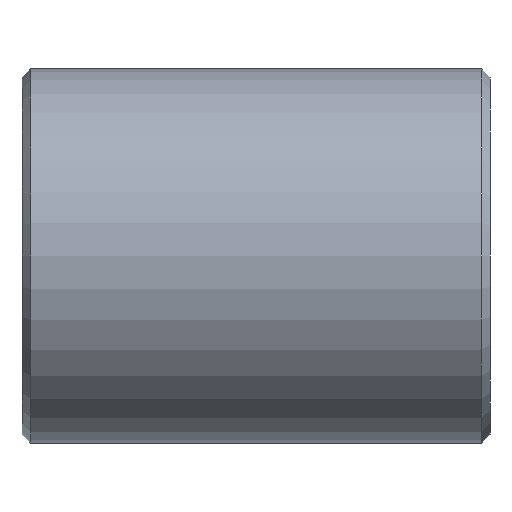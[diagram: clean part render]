
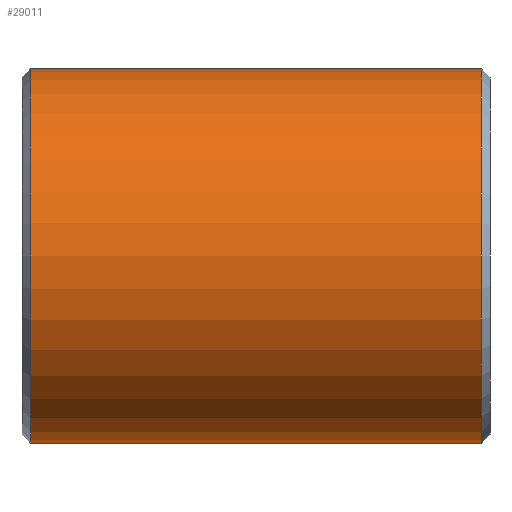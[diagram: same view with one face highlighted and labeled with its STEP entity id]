
A CAD part, front view. The second image highlights one B-rep face of the part: STEP entity #29011.
In plain terms, the highlighted cylindrical face has radius 6.25 mm (diameter 12.5 mm), a full revolution.
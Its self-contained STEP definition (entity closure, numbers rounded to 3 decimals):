
#237 = CONICAL_SURFACE('',#238,6.25,0.785);
#238 = AXIS2_PLACEMENT_3D('',#239,#240,#241);
#239 = CARTESIAN_POINT('',(0.3,0.,0.));
#240 = DIRECTION('',(1.,0.,0.));
#241 = DIRECTION('',(0.,0.,1.));
#10851 = VERTEX_POINT('',#10852);
#10852 = CARTESIAN_POINT('',(0.3,0.,6.25));
#10875 = EDGE_CURVE('',#10851,#10851,#10876,.T.);
#10876 = SURFACE_CURVE('',#10877,(#10882,#10889),.PCURVE_S1.);
#10877 = CIRCLE('',#10878,6.25);
#10878 = AXIS2_PLACEMENT_3D('',#10879,#10880,#10881);
#10879 = CARTESIAN_POINT('',(0.3,0.,0.));
#10880 = DIRECTION('',(1.,0.,0.));
#10881 = DIRECTION('',(0.,0.,1.));
#10882 = PCURVE('',#237,#10883);
#10883 = DEFINITIONAL_REPRESENTATION('',(#10884),#10888);
#10884 = LINE('',#10885,#10886);
#10885 = CARTESIAN_POINT('',(0.,0.));
#10886 = VECTOR('',#10887,1.);
#10887 = DIRECTION('',(1.,0.));
#10888 = ( GEOMETRIC_REPRESENTATION_CONTEXT(2) 
PARAMETRIC_REPRESENTATION_CONTEXT() REPRESENTATION_CONTEXT('2D SPACE',''
  ) );
#10889 = PCURVE('',#10890,#10895);
#10890 = CYLINDRICAL_SURFACE('',#10891,6.25);
#10891 = AXIS2_PLACEMENT_3D('',#10892,#10893,#10894);
#10892 = CARTESIAN_POINT('',(0.,0.,0.));
#10893 = DIRECTION('',(1.,0.,0.));
#10894 = DIRECTION('',(0.,0.,1.));
#10895 = DEFINITIONAL_REPRESENTATION('',(#10896),#10900);
#10896 = LINE('',#10897,#10898);
#10897 = CARTESIAN_POINT('',(0.,0.3));
#10898 = VECTOR('',#10899,1.);
#10899 = DIRECTION('',(1.,0.));
#10900 = ( GEOMETRIC_REPRESENTATION_CONTEXT(2) 
PARAMETRIC_REPRESENTATION_CONTEXT() REPRESENTATION_CONTEXT('2D SPACE',''
  ) );
#29011 = ADVANCED_FACE('',(#29012),#10890,.T.);
#29012 = FACE_BOUND('',#29013,.T.);
#29013 = EDGE_LOOP('',(#29014,#29037,#29038,#29039));
#29014 = ORIENTED_EDGE('',*,*,#29015,.F.);
#29015 = EDGE_CURVE('',#10851,#29016,#29018,.T.);
#29016 = VERTEX_POINT('',#29017);
#29017 = CARTESIAN_POINT('',(15.325,0.,6.25));
#29018 = SEAM_CURVE('',#29019,(#29023,#29030),.PCURVE_S1.);
#29019 = LINE('',#29020,#29021);
#29020 = CARTESIAN_POINT('',(0.,0.,6.25));
#29021 = VECTOR('',#29022,1.);
#29022 = DIRECTION('',(1.,0.,0.));
#29023 = PCURVE('',#10890,#29024);
#29024 = DEFINITIONAL_REPRESENTATION('',(#29025),#29029);
#29025 = LINE('',#29026,#29027);
#29026 = CARTESIAN_POINT('',(0.,0.));
#29027 = VECTOR('',#29028,1.);
#29028 = DIRECTION('',(0.,1.));
#29029 = ( GEOMETRIC_REPRESENTATION_CONTEXT(2) 
PARAMETRIC_REPRESENTATION_CONTEXT() REPRESENTATION_CONTEXT('2D SPACE',''
  ) );
#29030 = PCURVE('',#10890,#29031);
#29031 = DEFINITIONAL_REPRESENTATION('',(#29032),#29036);
#29032 = LINE('',#29033,#29034);
#29033 = CARTESIAN_POINT('',(6.283,0.));
#29034 = VECTOR('',#29035,1.);
#29035 = DIRECTION('',(0.,1.));
#29036 = ( GEOMETRIC_REPRESENTATION_CONTEXT(2) 
PARAMETRIC_REPRESENTATION_CONTEXT() REPRESENTATION_CONTEXT('2D SPACE',''
  ) );
#29037 = ORIENTED_EDGE('',*,*,#10875,.T.);
#29038 = ORIENTED_EDGE('',*,*,#29015,.T.);
#29039 = ORIENTED_EDGE('',*,*,#29040,.F.);
#29040 = EDGE_CURVE('',#29016,#29016,#29041,.T.);
#29041 = SURFACE_CURVE('',#29042,(#29047,#29054),.PCURVE_S1.);
#29042 = CIRCLE('',#29043,6.25);
#29043 = AXIS2_PLACEMENT_3D('',#29044,#29045,#29046);
#29044 = CARTESIAN_POINT('',(15.325,0.,0.));
#29045 = DIRECTION('',(1.,0.,0.));
#29046 = DIRECTION('',(0.,0.,1.));
#29047 = PCURVE('',#10890,#29048);
#29048 = DEFINITIONAL_REPRESENTATION('',(#29049),#29053);
#29049 = LINE('',#29050,#29051);
#29050 = CARTESIAN_POINT('',(0.,15.325));
#29051 = VECTOR('',#29052,1.);
#29052 = DIRECTION('',(1.,0.));
#29053 = ( GEOMETRIC_REPRESENTATION_CONTEXT(2) 
PARAMETRIC_REPRESENTATION_CONTEXT() REPRESENTATION_CONTEXT('2D SPACE',''
  ) );
#29054 = PCURVE('',#29055,#29060);
#29055 = CONICAL_SURFACE('',#29056,6.25,0.785);
#29056 = AXIS2_PLACEMENT_3D('',#29057,#29058,#29059);
#29057 = CARTESIAN_POINT('',(15.325,0.,0.));
#29058 = DIRECTION('',(-1.,-0.,-0.));
#29059 = DIRECTION('',(0.,0.,1.));
#29060 = DEFINITIONAL_REPRESENTATION('',(#29061),#29065);
#29061 = LINE('',#29062,#29063);
#29062 = CARTESIAN_POINT('',(-0.,-0.));
#29063 = VECTOR('',#29064,1.);
#29064 = DIRECTION('',(-1.,-0.));
#29065 = ( GEOMETRIC_REPRESENTATION_CONTEXT(2) 
PARAMETRIC_REPRESENTATION_CONTEXT() REPRESENTATION_CONTEXT('2D SPACE',''
  ) );
